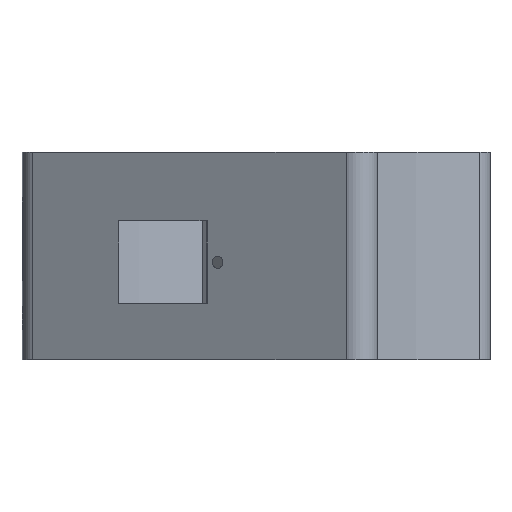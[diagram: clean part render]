
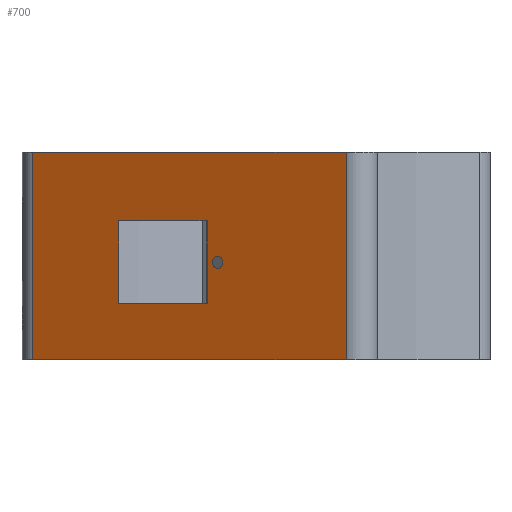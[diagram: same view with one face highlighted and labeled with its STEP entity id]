
A CAD part, front view. The second image highlights one B-rep face of the part: STEP entity #700.
In plain terms, the highlighted planar face has unit normal (-0.521, -0.853, 0).
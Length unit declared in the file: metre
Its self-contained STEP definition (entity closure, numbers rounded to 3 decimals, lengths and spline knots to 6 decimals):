
#68=B_SPLINE_CURVE_WITH_KNOTS('',3,(#1055,#1056,#1057,#1058,#1059,#1060,
#1061,#1062,#1063,#1064,#1065),.UNSPECIFIED.,.T.,.F.,(1,1,1,1,1,1,1,1,1,
1,1,1,1,1,1),(-0.003528,-0.002352,-0.001176,
0.,0.001176,0.002352,0.003528,
0.004705,0.005881,0.007057,0.008233,
0.009409,0.010585,0.011761,0.012938),
 .UNSPECIFIED.);
#69=ORIENTED_EDGE('',*,*,#269,.T.);
#70=ORIENTED_EDGE('',*,*,#270,.T.);
#71=ORIENTED_EDGE('',*,*,#271,.T.);
#72=ORIENTED_EDGE('',*,*,#272,.T.);
#73=ORIENTED_EDGE('',*,*,#273,.T.);
#74=ORIENTED_EDGE('',*,*,#274,.F.);
#75=ORIENTED_EDGE('',*,*,#275,.T.);
#76=ORIENTED_EDGE('',*,*,#276,.T.);
#77=ORIENTED_EDGE('',*,*,#277,.F.);
#269=EDGE_CURVE('',#369,#370,#439,.T.);
#270=EDGE_CURVE('',#370,#371,#440,.F.);
#271=EDGE_CURVE('',#371,#372,#441,.T.);
#272=EDGE_CURVE('',#372,#369,#442,.T.);
#273=EDGE_CURVE('',#373,#373,#68,.T.);
#274=EDGE_CURVE('',#374,#375,#443,.T.);
#275=EDGE_CURVE('',#374,#376,#444,.T.);
#276=EDGE_CURVE('',#376,#377,#445,.T.);
#277=EDGE_CURVE('',#375,#377,#446,.T.);
#369=VERTEX_POINT('',#1048);
#370=VERTEX_POINT('',#1049);
#371=VERTEX_POINT('',#1051);
#372=VERTEX_POINT('',#1053);
#373=VERTEX_POINT('',#1066);
#374=VERTEX_POINT('',#1068);
#375=VERTEX_POINT('',#1069);
#376=VERTEX_POINT('',#1071);
#377=VERTEX_POINT('',#1073);
#439=LINE('',#1047,#501);
#440=LINE('',#1050,#502);
#441=LINE('',#1052,#503);
#442=LINE('',#1054,#504);
#443=LINE('',#1067,#505);
#444=LINE('',#1070,#506);
#445=LINE('',#1072,#507);
#446=LINE('',#1074,#508);
#501=VECTOR('',#833,1.);
#502=VECTOR('',#834,1.);
#503=VECTOR('',#835,1.);
#504=VECTOR('',#836,1.);
#505=VECTOR('',#837,1.);
#506=VECTOR('',#838,1.);
#507=VECTOR('',#839,1.);
#508=VECTOR('',#840,1.);
#563=EDGE_LOOP('',(#69,#70,#71,#72));
#564=EDGE_LOOP('',(#73));
#565=EDGE_LOOP('',(#74,#75,#76,#77));
#621=FACE_BOUND('',#563,.T.);
#622=FACE_BOUND('',#564,.T.);
#623=FACE_BOUND('',#565,.T.);
#679=PLANE('',#753);
#700=ADVANCED_FACE('',(#621,#622,#623),#679,.F.);
#753=AXIS2_PLACEMENT_3D('',#1046,#831,#832);
#831=DIRECTION('',(0.521,0.853,0.));
#832=DIRECTION('',(-0.853,0.521,0.));
#833=DIRECTION('',(0.853,-0.521,0.));
#834=DIRECTION('',(0.,0.,-1.));
#835=DIRECTION('',(-0.853,0.521,0.));
#836=DIRECTION('',(0.,0.,-1.));
#837=DIRECTION('',(0.,0.,-1.));
#838=DIRECTION('',(0.853,-0.521,0.));
#839=DIRECTION('',(0.,0.,-1.));
#840=DIRECTION('',(0.853,-0.521,0.));
#1046=CARTESIAN_POINT('',(1.303575,0.375279,-0.000002));
#1047=CARTESIAN_POINT('',(1.208527,0.433366,0.005));
#1048=CARTESIAN_POINT('',(1.262655,0.400286,0.005));
#1049=CARTESIAN_POINT('',(1.338167,0.354138,0.005));
#1050=CARTESIAN_POINT('',(1.338167,0.354138,-0.000002));
#1051=CARTESIAN_POINT('',(1.338167,0.354138,0.055));
#1052=CARTESIAN_POINT('',(1.212022,0.43123,0.055));
#1053=CARTESIAN_POINT('',(1.262655,0.400286,0.055));
#1054=CARTESIAN_POINT('',(1.262655,0.400286,0.));
#1055=CARTESIAN_POINT('',(1.3062,0.373674,0.027326));
#1056=CARTESIAN_POINT('',(1.305786,0.373927,0.028499));
#1057=CARTESIAN_POINT('',(1.306201,0.373674,0.029676));
#1058=CARTESIAN_POINT('',(1.307204,0.373061,0.030162));
#1059=CARTESIAN_POINT('',(1.308207,0.372448,0.029675));
#1060=CARTESIAN_POINT('',(1.308622,0.372194,0.028499));
#1061=CARTESIAN_POINT('',(1.308206,0.372448,0.027324));
#1062=CARTESIAN_POINT('',(1.307203,0.373062,0.026837));
#1063=CARTESIAN_POINT('',(1.3062,0.373674,0.027326));
#1064=CARTESIAN_POINT('',(1.305786,0.373927,0.028499));
#1065=CARTESIAN_POINT('',(1.306201,0.373674,0.029676));
#1066=CARTESIAN_POINT('',(1.305924,0.373843,0.0285));
#1067=CARTESIAN_POINT('',(1.283312,0.387662,-0.000002));
#1068=CARTESIAN_POINT('',(1.283312,0.387662,0.0385));
#1069=CARTESIAN_POINT('',(1.283312,0.387662,0.0185));
#1070=CARTESIAN_POINT('',(1.303575,0.375279,0.0385));
#1071=CARTESIAN_POINT('',(1.304644,0.374625,0.0385));
#1072=CARTESIAN_POINT('',(1.304644,0.374625,-0.000002));
#1073=CARTESIAN_POINT('',(1.304644,0.374625,0.0185));
#1074=CARTESIAN_POINT('',(1.303575,0.375279,0.0185));
